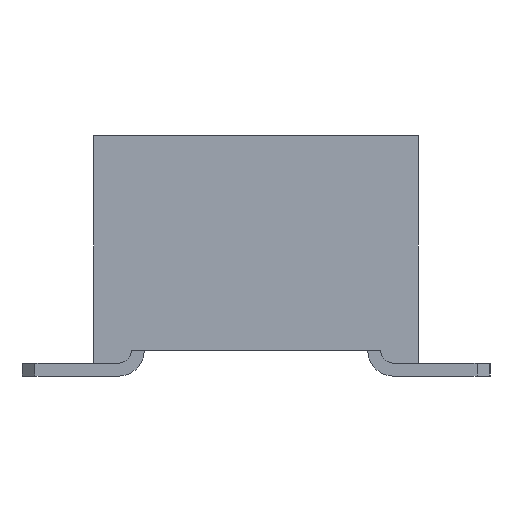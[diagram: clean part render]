
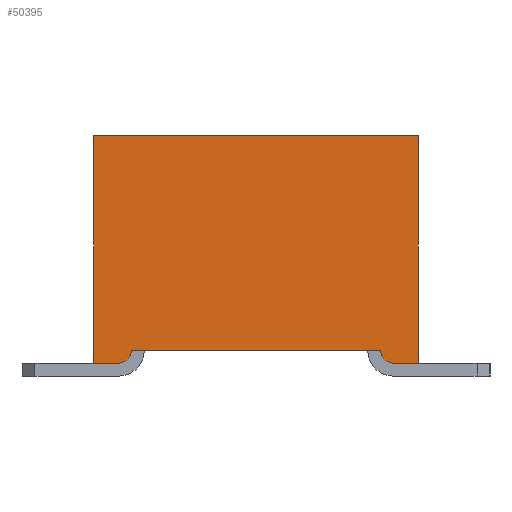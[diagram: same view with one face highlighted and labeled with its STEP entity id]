
A CAD part, front view. The second image highlights one B-rep face of the part: STEP entity #50395.
In plain terms, the highlighted face is planar.
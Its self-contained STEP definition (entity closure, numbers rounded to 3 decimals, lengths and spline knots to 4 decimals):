
#2330=CIRCLE('',#54934,0.2);
#2331=CIRCLE('',#54935,0.2);
#16666=ORIENTED_EDGE('',*,*,#24123,.T.);
#16667=ORIENTED_EDGE('',*,*,#24152,.T.);
#16668=ORIENTED_EDGE('',*,*,#24153,.F.);
#16669=ORIENTED_EDGE('',*,*,#24154,.T.);
#16670=ORIENTED_EDGE('',*,*,#24149,.T.);
#16671=ORIENTED_EDGE('',*,*,#24125,.T.);
#16672=ORIENTED_EDGE('',*,*,#24132,.T.);
#16673=ORIENTED_EDGE('',*,*,#24129,.T.);
#24123=EDGE_CURVE('',#28800,#28799,#34499,.T.);
#24125=EDGE_CURVE('',#28801,#28802,#34501,.T.);
#24129=EDGE_CURVE('',#28805,#28800,#34505,.T.);
#24132=EDGE_CURVE('',#28802,#28805,#34508,.T.);
#24149=EDGE_CURVE('',#28814,#28801,#34525,.T.);
#24152=EDGE_CURVE('',#28799,#28816,#2330,.T.);
#24153=EDGE_CURVE('',#28817,#28816,#34528,.T.);
#24154=EDGE_CURVE('',#28817,#28814,#2331,.T.);
#28799=VERTEX_POINT('',#83669);
#28800=VERTEX_POINT('',#83671);
#28801=VERTEX_POINT('',#83675);
#28802=VERTEX_POINT('',#83676);
#28805=VERTEX_POINT('',#83684);
#28814=VERTEX_POINT('',#83721);
#28816=VERTEX_POINT('',#83727);
#28817=VERTEX_POINT('',#83729);
#34499=LINE('',#83670,#40247);
#34501=LINE('',#83674,#40249);
#34505=LINE('',#83683,#40253);
#34508=LINE('',#83689,#40256);
#34525=LINE('',#83720,#40273);
#34528=LINE('',#83728,#40276);
#40247=VECTOR('',#69056,1000.);
#40249=VECTOR('',#69060,1000.);
#40253=VECTOR('',#69066,1000.);
#40256=VECTOR('',#69071,1000.);
#40273=VECTOR('',#69102,1000.);
#40276=VECTOR('',#69109,1000.);
#43039=EDGE_LOOP('',(#16666,#16667,#16668,#16669,#16670,#16671,#16672,#16673));
#45769=FACE_BOUND('',#43039,.T.);
#47699=PLANE('',#54933);
#50395=ADVANCED_FACE('',(#45769),#47699,.T.);
#54933=AXIS2_PLACEMENT_3D('',#83725,#69105,#69106);
#54934=AXIS2_PLACEMENT_3D('',#83726,#69107,#69108);
#54935=AXIS2_PLACEMENT_3D('',#83730,#69110,#69111);
#69056=DIRECTION('',(0.,-1.,0.));
#69060=DIRECTION('',(0.,0.,1.));
#69066=DIRECTION('',(0.,0.,-1.));
#69071=DIRECTION('',(0.,1.,0.));
#69102=DIRECTION('',(0.,-1.,0.));
#69105=DIRECTION('',(-1.,0.,0.));
#69106=DIRECTION('',(0.,0.,1.));
#69107=DIRECTION('',(-1.,0.,0.));
#69108=DIRECTION('',(0.,0.,1.));
#69109=DIRECTION('',(0.,1.,0.));
#69110=DIRECTION('',(-1.,0.,0.));
#69111=DIRECTION('',(0.,0.,1.));
#83669=CARTESIAN_POINT('',(-20.32,2.12,-1.75));
#83670=CARTESIAN_POINT('',(-20.32,2.5,-1.75));
#83671=CARTESIAN_POINT('',(-20.32,2.5,-1.75));
#83674=CARTESIAN_POINT('',(-20.32,-2.5,-1.75));
#83675=CARTESIAN_POINT('',(-20.32,-2.5,-1.75));
#83676=CARTESIAN_POINT('',(-20.32,-2.5,1.75));
#83683=CARTESIAN_POINT('',(-20.32,2.5,1.75));
#83684=CARTESIAN_POINT('',(-20.32,2.5,1.75));
#83689=CARTESIAN_POINT('',(-20.32,-2.5,1.75));
#83720=CARTESIAN_POINT('',(-20.32,2.5,-1.75));
#83721=CARTESIAN_POINT('',(-20.32,-2.12,-1.75));
#83725=CARTESIAN_POINT('',(-20.32,0.,0.));
#83726=CARTESIAN_POINT('',(-20.32,2.12,-1.55));
#83727=CARTESIAN_POINT('',(-20.32,1.92,-1.55));
#83728=CARTESIAN_POINT('',(-20.32,0.,-1.55));
#83729=CARTESIAN_POINT('',(-20.32,-1.92,-1.55));
#83730=CARTESIAN_POINT('',(-20.32,-2.12,-1.55));
